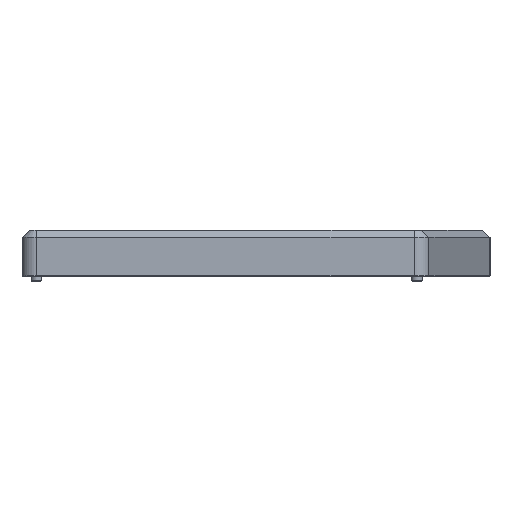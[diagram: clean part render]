
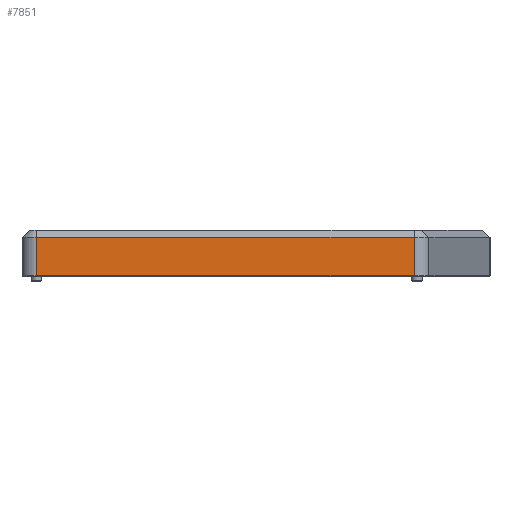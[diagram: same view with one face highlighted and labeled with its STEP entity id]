
A CAD part, left-side view. The second image highlights one B-rep face of the part: STEP entity #7851.
In plain terms, the highlighted planar face has unit normal (-1, 0, 0).
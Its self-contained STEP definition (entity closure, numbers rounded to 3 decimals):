
#466=PLANE('',#8506);
#842=FACE_OUTER_BOUND('',#1316,.T.);
#1316=EDGE_LOOP('',(#6424,#6425,#6426,#6427));
#1758=LINE('',#12144,#2518);
#2001=LINE('',#13188,#2761);
#2003=LINE('',#13192,#2763);
#2004=LINE('',#13193,#2764);
#2518=VECTOR('',#9416,10.);
#2761=VECTOR('',#10151,10.);
#2763=VECTOR('',#10155,10.);
#2764=VECTOR('',#10156,10.);
#3551=VERTEX_POINT('',#12134);
#3553=VERTEX_POINT('',#12140);
#3765=VERTEX_POINT('',#13185);
#3767=VERTEX_POINT('',#13191);
#4379=EDGE_CURVE('',#3551,#3553,#1758,.T.);
#4743=EDGE_CURVE('',#3765,#3551,#2001,.T.);
#4745=EDGE_CURVE('',#3767,#3765,#2003,.T.);
#4746=EDGE_CURVE('',#3553,#3767,#2004,.T.);
#6424=ORIENTED_EDGE('',*,*,#4745,.F.);
#6425=ORIENTED_EDGE('',*,*,#4746,.F.);
#6426=ORIENTED_EDGE('',*,*,#4379,.F.);
#6427=ORIENTED_EDGE('',*,*,#4743,.F.);
#7851=ADVANCED_FACE('',(#842),#466,.T.);
#8506=AXIS2_PLACEMENT_3D('',#13190,#10153,#10154);
#9416=DIRECTION('',(0.,-1.,0.));
#10151=DIRECTION('',(0.,0.,1.));
#10153=DIRECTION('center_axis',(-1.,0.,
0.));
#10154=DIRECTION('ref_axis',(0.,-1.,0.));
#10155=DIRECTION('',(0.,1.,0.));
#10156=DIRECTION('',(0.,0.,-1.));
#12134=CARTESIAN_POINT('',(-173.23,121.431,16.8));
#12140=CARTESIAN_POINT('',(-173.226,16.959,16.8));
#12144=CARTESIAN_POINT('',(-173.229,93.065,16.8));
#13185=CARTESIAN_POINT('',(-173.23,121.431,6.25));
#13188=CARTESIAN_POINT('',(-173.23,121.431,3.5));
#13190=CARTESIAN_POINT('Origin',(-173.23,125.431,3.5));
#13191=CARTESIAN_POINT('',(-173.226,16.959,6.25));
#13192=CARTESIAN_POINT('',(-173.229,93.065,6.25));
#13193=CARTESIAN_POINT('',(-173.226,16.959,3.5));
